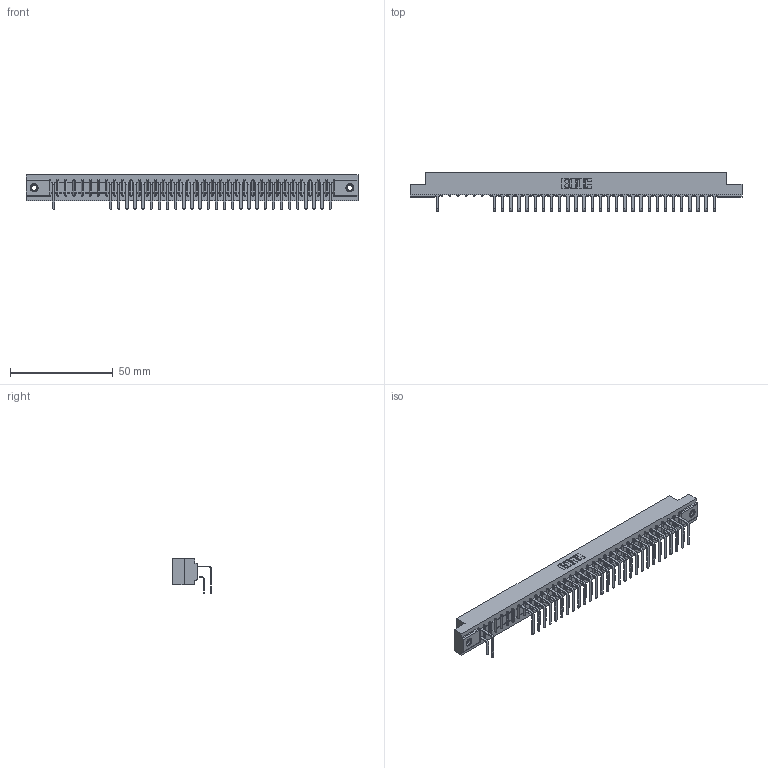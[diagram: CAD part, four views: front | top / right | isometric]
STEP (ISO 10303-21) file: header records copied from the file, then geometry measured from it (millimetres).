
FILE_DESCRIPTION (( 'STEP AP203' ), '1' );
FILE_NAME ('307-035-558-107.STEP', '2018-08-05T07:14:42', ( '' ), ( '' ), 'SwSTEP 2.0', 'SolidWorks 2016', '' );
FILE_SCHEMA (( 'CONFIG_CONTROL_DESIGN' ));
Length unit declared in the file: inch
Products named in the file (5): 307-290-001_558 559 - 1 (Single); 307-290-001_558 - 2 (Single); 345-250-001_345-250-005-103; 307-035-558-107; 307 Part_.156 Dia Mounting Holes
Assembly tree (60 placements, depth 2):
  307-035-558-107
    307 Part_.156 Dia Mounting Holes
    307-290-001_558 559 - 1 (Single)  x28
    307-290-001_558 - 2 (Single)  x29
    345-250-001_345-250-005-103  x2
Bounding box: 161.7 x 18.96 x 16.8 mm (x, y, z)
Volume: 17217.4 mm3; surface area: 21336.1 mm2
Topology: 60 solids, 60 shells, 3194 faces, 8969 edges, 5798 vertices
Faces by surface type: plane 2061, cylinder 1045, sphere 72, cone 12, torus 4
Entity records: 34204 total; most frequent: CARTESIAN_POINT 5639, ORIENTED_EDGE 5594, DIRECTION 5521, EDGE_CURVE 2797, VECTOR 2141, LINE 2141, VERTEX_POINT 1808, AXIS2_PLACEMENT_3D 1690
